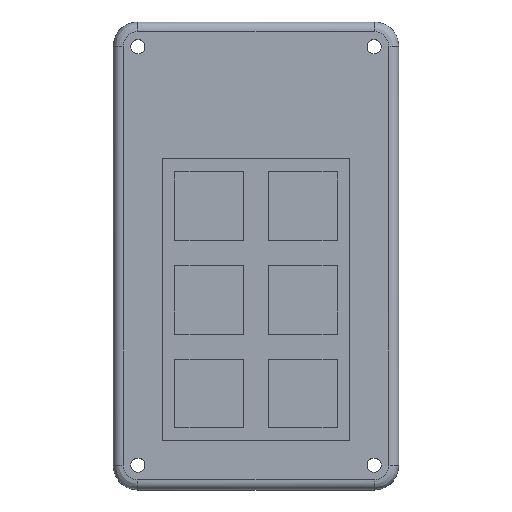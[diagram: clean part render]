
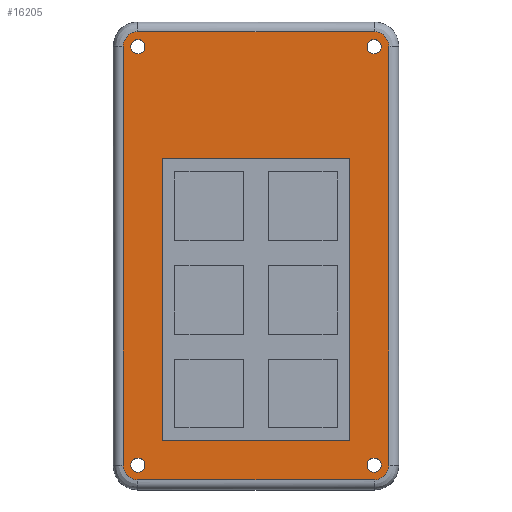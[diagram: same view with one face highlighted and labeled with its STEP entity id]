
A CAD part, top view. The second image highlights one B-rep face of the part: STEP entity #16205.
In plain terms, the highlighted planar face has unit normal (0, 0, 1).
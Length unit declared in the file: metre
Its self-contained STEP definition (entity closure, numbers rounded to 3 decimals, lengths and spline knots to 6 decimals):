
#212=CIRCLE('',#17128,0.00145);
#214=CIRCLE('',#17131,0.00145);
#216=CIRCLE('',#17134,0.00145);
#218=CIRCLE('',#17137,0.00145);
#723=B_SPLINE_CURVE_WITH_KNOTS('',3,(#22075,#22076,#22077,#22078),
 .UNSPECIFIED.,.F.,.F.,(4,4),(0.,1.),.UNSPECIFIED.);
#724=B_SPLINE_CURVE_WITH_KNOTS('',3,(#22081,#22082,#22083,#22084,#22085),
 .UNSPECIFIED.,.F.,.F.,(4,1,4),(0.,0.5,1.),.UNSPECIFIED.);
#725=B_SPLINE_CURVE_WITH_KNOTS('',3,(#22087,#22088,#22089,#22090),
 .UNSPECIFIED.,.F.,.F.,(4,4),(0.,1.),.UNSPECIFIED.);
#726=B_SPLINE_CURVE_WITH_KNOTS('',3,(#22092,#22093,#22094,#22095,#22096),
 .UNSPECIFIED.,.F.,.F.,(4,1,4),(0.,0.5,1.),.UNSPECIFIED.);
#727=B_SPLINE_CURVE_WITH_KNOTS('',3,(#22098,#22099,#22100,#22101),
 .UNSPECIFIED.,.F.,.F.,(4,4),(0.,1.),.UNSPECIFIED.);
#728=B_SPLINE_CURVE_WITH_KNOTS('',3,(#22103,#22104,#22105,#22106,#22107),
 .UNSPECIFIED.,.F.,.F.,(4,1,4),(0.,0.5,1.),.UNSPECIFIED.);
#729=B_SPLINE_CURVE_WITH_KNOTS('',3,(#22109,#22110,#22111,#22112),
 .UNSPECIFIED.,.F.,.F.,(4,4),(0.,1.),.UNSPECIFIED.);
#730=B_SPLINE_CURVE_WITH_KNOTS('',3,(#22114,#22115,#22116,#22117,#22118),
 .UNSPECIFIED.,.F.,.F.,(4,1,4),(0.,0.5,1.),.UNSPECIFIED.);
#1161=ORIENTED_EDGE('',*,*,#6093,.T.);
#1162=ORIENTED_EDGE('',*,*,#6094,.T.);
#1163=ORIENTED_EDGE('',*,*,#6095,.T.);
#1164=ORIENTED_EDGE('',*,*,#6096,.T.);
#1165=ORIENTED_EDGE('',*,*,#6097,.T.);
#1166=ORIENTED_EDGE('',*,*,#6098,.T.);
#1167=ORIENTED_EDGE('',*,*,#6099,.T.);
#1168=ORIENTED_EDGE('',*,*,#6100,.T.);
#1169=ORIENTED_EDGE('',*,*,#6089,.F.);
#1170=ORIENTED_EDGE('',*,*,#6087,.F.);
#1171=ORIENTED_EDGE('',*,*,#6085,.F.);
#1172=ORIENTED_EDGE('',*,*,#6083,.F.);
#1173=ORIENTED_EDGE('',*,*,#6051,.F.);
#1174=ORIENTED_EDGE('',*,*,#6082,.T.);
#1175=ORIENTED_EDGE('',*,*,#6056,.T.);
#1176=ORIENTED_EDGE('',*,*,#6101,.T.);
#6051=EDGE_CURVE('',#8522,#8523,#10167,.T.);
#6056=EDGE_CURVE('',#8528,#8526,#10172,.T.);
#6082=EDGE_CURVE('',#8522,#8528,#10188,.T.);
#6083=EDGE_CURVE('',#8546,#8546,#212,.T.);
#6085=EDGE_CURVE('',#8548,#8548,#214,.T.);
#6087=EDGE_CURVE('',#8550,#8550,#216,.T.);
#6089=EDGE_CURVE('',#8552,#8552,#218,.T.);
#6093=EDGE_CURVE('',#8554,#8555,#723,.T.);
#6094=EDGE_CURVE('',#8555,#8556,#724,.T.);
#6095=EDGE_CURVE('',#8556,#8557,#725,.T.);
#6096=EDGE_CURVE('',#8557,#8558,#726,.T.);
#6097=EDGE_CURVE('',#8558,#8559,#727,.T.);
#6098=EDGE_CURVE('',#8559,#8560,#728,.T.);
#6099=EDGE_CURVE('',#8560,#8561,#729,.T.);
#6100=EDGE_CURVE('',#8561,#8554,#730,.T.);
#6101=EDGE_CURVE('',#8526,#8523,#10189,.T.);
#8522=VERTEX_POINT('',#21959);
#8523=VERTEX_POINT('',#21960);
#8526=VERTEX_POINT('',#21968);
#8528=VERTEX_POINT('',#21971);
#8546=VERTEX_POINT('',#22049);
#8548=VERTEX_POINT('',#22054);
#8550=VERTEX_POINT('',#22059);
#8552=VERTEX_POINT('',#22064);
#8554=VERTEX_POINT('',#22079);
#8555=VERTEX_POINT('',#22080);
#8556=VERTEX_POINT('',#22086);
#8557=VERTEX_POINT('',#22091);
#8558=VERTEX_POINT('',#22097);
#8559=VERTEX_POINT('',#22102);
#8560=VERTEX_POINT('',#22108);
#8561=VERTEX_POINT('',#22113);
#10167=LINE('',#21958,#11908);
#10172=LINE('',#21970,#11913);
#10188=LINE('',#22046,#11929);
#10189=LINE('',#22119,#11930);
#11908=VECTOR('',#18151,1.);
#11913=VECTOR('',#18158,1.);
#11929=VECTOR('',#18196,1.);
#11930=VECTOR('',#18227,1.);
#13668=EDGE_LOOP('',(#1161,#1162,#1163,#1164,#1165,#1166,#1167,#1168));
#13669=EDGE_LOOP('',(#1169));
#13670=EDGE_LOOP('',(#1170));
#13671=EDGE_LOOP('',(#1171));
#13672=EDGE_LOOP('',(#1172));
#13673=EDGE_LOOP('',(#1173,#1174,#1175,#1176));
#14676=FACE_BOUND('',#13668,.T.);
#14677=FACE_BOUND('',#13669,.T.);
#14678=FACE_BOUND('',#13670,.T.);
#14679=FACE_BOUND('',#13671,.T.);
#14680=FACE_BOUND('',#13672,.T.);
#14681=FACE_BOUND('',#13673,.T.);
#15672=PLANE('',#17141);
#16205=ADVANCED_FACE('',(#14676,#14677,#14678,#14679,#14680,#14681),#15672,
 .T.);
#17128=AXIS2_PLACEMENT_3D('',#22048,#18199,#18200);
#17131=AXIS2_PLACEMENT_3D('',#22053,#18205,#18206);
#17134=AXIS2_PLACEMENT_3D('',#22058,#18211,#18212);
#17137=AXIS2_PLACEMENT_3D('',#22063,#18217,#18218);
#17141=AXIS2_PLACEMENT_3D('',#22074,#18225,#18226);
#18151=DIRECTION('',(0.,1.,0.));
#18158=DIRECTION('',(0.,1.,0.));
#18196=DIRECTION('',(-1.,0.,0.));
#18199=DIRECTION('',(0.,0.,1.));
#18200=DIRECTION('',(1.,0.,0.));
#18205=DIRECTION('',(0.,0.,1.));
#18206=DIRECTION('',(1.,0.,0.));
#18211=DIRECTION('',(0.,0.,1.));
#18212=DIRECTION('',(1.,0.,0.));
#18217=DIRECTION('',(0.,0.,1.));
#18218=DIRECTION('',(1.,0.,0.));
#18225=DIRECTION('',(0.,0.,1.));
#18226=DIRECTION('',(1.,0.,0.));
#18227=DIRECTION('',(1.,0.,0.));
#21958=CARTESIAN_POINT('',(0.019,0.,0.02669));
#21959=CARTESIAN_POINT('',(0.019,-0.0375,0.02669));
#21960=CARTESIAN_POINT('',(0.019,0.0197,0.02669));
#21968=CARTESIAN_POINT('',(-0.019,0.0197,0.02669));
#21970=CARTESIAN_POINT('',(-0.019,0.,0.02669));
#21971=CARTESIAN_POINT('',(-0.019,-0.0375,0.02669));
#22046=CARTESIAN_POINT('',(0.,-0.0375,0.02669));
#22048=CARTESIAN_POINT('',(-0.024,-0.0425,0.02669));
#22049=CARTESIAN_POINT('',(-0.02255,-0.0425,0.02669));
#22053=CARTESIAN_POINT('',(-0.024,0.0425,0.02669));
#22054=CARTESIAN_POINT('',(-0.02255,0.0425,0.02669));
#22058=CARTESIAN_POINT('',(0.024,0.0425,0.02669));
#22059=CARTESIAN_POINT('',(0.02545,0.0425,0.02669));
#22063=CARTESIAN_POINT('',(0.024,-0.0425,0.02669));
#22064=CARTESIAN_POINT('',(0.02545,-0.0425,0.02669));
#22074=CARTESIAN_POINT('',(0.,0.,0.02669));
#22075=CARTESIAN_POINT('',(-0.027,0.0425,0.02669));
#22076=CARTESIAN_POINT('',(-0.027,0.014167,0.02669));
#22077=CARTESIAN_POINT('',(-0.027,-0.014167,0.02669));
#22078=CARTESIAN_POINT('',(-0.027,-0.0425,0.02669));
#22079=CARTESIAN_POINT('',(-0.027,0.0425,0.02669));
#22080=CARTESIAN_POINT('',(-0.027,-0.0425,0.02669));
#22081=CARTESIAN_POINT('',(-0.027,-0.0425,0.02669));
#22082=CARTESIAN_POINT('',(-0.027,-0.043295,0.02669));
#22083=CARTESIAN_POINT('',(-0.026345,-0.044845,0.02669));
#22084=CARTESIAN_POINT('',(-0.024796,-0.0455,0.02669));
#22085=CARTESIAN_POINT('',(-0.024,-0.0455,0.02669));
#22086=CARTESIAN_POINT('',(-0.024,-0.0455,0.02669));
#22087=CARTESIAN_POINT('',(-0.024,-0.0455,0.02669));
#22088=CARTESIAN_POINT('',(-0.008,-0.0455,0.02669));
#22089=CARTESIAN_POINT('',(0.008,-0.0455,0.02669));
#22090=CARTESIAN_POINT('',(0.024,-0.0455,0.02669));
#22091=CARTESIAN_POINT('',(0.024,-0.0455,0.02669));
#22092=CARTESIAN_POINT('',(0.024,-0.0455,0.02669));
#22093=CARTESIAN_POINT('',(0.024795,-0.0455,0.02669));
#22094=CARTESIAN_POINT('',(0.026345,-0.044845,0.02669));
#22095=CARTESIAN_POINT('',(0.027,-0.043296,0.02669));
#22096=CARTESIAN_POINT('',(0.027,-0.0425,0.02669));
#22097=CARTESIAN_POINT('',(0.027,-0.0425,0.02669));
#22098=CARTESIAN_POINT('',(0.027,-0.0425,0.02669));
#22099=CARTESIAN_POINT('',(0.027,-0.014167,0.02669));
#22100=CARTESIAN_POINT('',(0.027,0.014167,0.02669));
#22101=CARTESIAN_POINT('',(0.027,0.0425,0.02669));
#22102=CARTESIAN_POINT('',(0.027,0.0425,0.02669));
#22103=CARTESIAN_POINT('',(0.027,0.0425,0.02669));
#22104=CARTESIAN_POINT('',(0.027,0.043295,0.02669));
#22105=CARTESIAN_POINT('',(0.026345,0.044845,0.02669));
#22106=CARTESIAN_POINT('',(0.024796,0.0455,0.02669));
#22107=CARTESIAN_POINT('',(0.024,0.0455,0.02669));
#22108=CARTESIAN_POINT('',(0.024,0.0455,0.02669));
#22109=CARTESIAN_POINT('',(0.024,0.0455,0.02669));
#22110=CARTESIAN_POINT('',(0.008,0.0455,0.02669));
#22111=CARTESIAN_POINT('',(-0.008,0.0455,0.02669));
#22112=CARTESIAN_POINT('',(-0.024,0.0455,0.02669));
#22113=CARTESIAN_POINT('',(-0.024,0.0455,0.02669));
#22114=CARTESIAN_POINT('',(-0.024,0.0455,0.02669));
#22115=CARTESIAN_POINT('',(-0.024795,0.0455,0.02669));
#22116=CARTESIAN_POINT('',(-0.026345,0.044845,0.02669));
#22117=CARTESIAN_POINT('',(-0.027,0.043296,0.02669));
#22118=CARTESIAN_POINT('',(-0.027,0.0425,0.02669));
#22119=CARTESIAN_POINT('',(0.01731,0.0197,0.02669));
